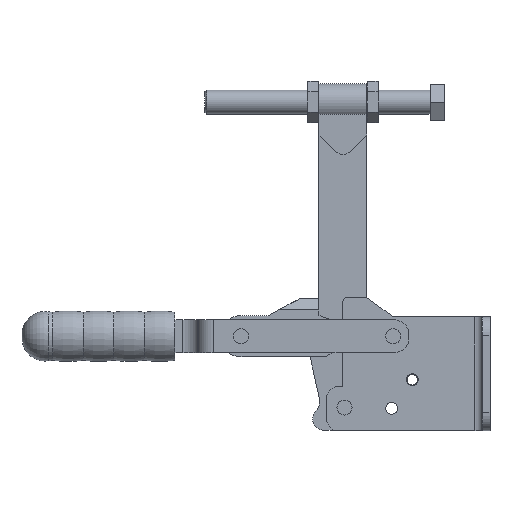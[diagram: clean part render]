
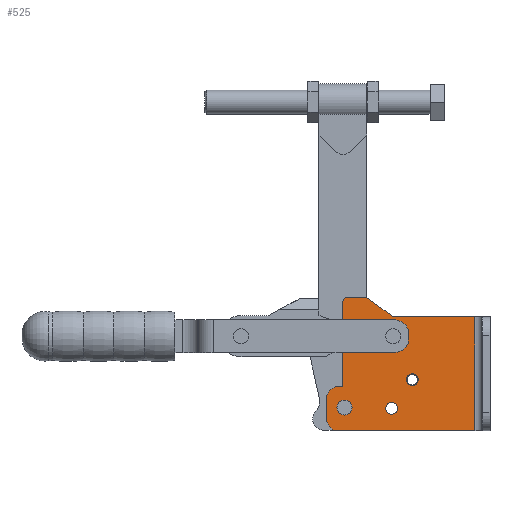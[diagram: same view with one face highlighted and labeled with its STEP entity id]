
A CAD part, left-side view. The second image highlights one B-rep face of the part: STEP entity #525.
In plain terms, the highlighted planar face has unit normal (-1, 0, 0).
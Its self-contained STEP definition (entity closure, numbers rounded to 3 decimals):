
#525 = ADVANCED_FACE( '', ( #893, #894, #895, #896, #897 ), #898, .T. );
#893 = FACE_BOUND( '', #1503, .T. );
#894 = FACE_BOUND( '', #1504, .T. );
#895 = FACE_BOUND( '', #1505, .T. );
#896 = FACE_BOUND( '', #1506, .T. );
#897 = FACE_OUTER_BOUND( '', #1507, .T. );
#898 = PLANE( '', #1508 );
#1503 = EDGE_LOOP( '', ( #2499, #2500 ) );
#1504 = EDGE_LOOP( '', ( #2501, #2502 ) );
#1505 = EDGE_LOOP( '', ( #2503, #2504 ) );
#1506 = EDGE_LOOP( '', ( #2505, #2506 ) );
#1507 = EDGE_LOOP( '', ( #2507, #2508, #2509, #2510, #2511, #2512, #2513, #2514, #2515, #2516, #2517 ) );
#1508 = AXIS2_PLACEMENT_3D( '', #2518, #2519, #2520 );
#2499 = ORIENTED_EDGE( '', *, *, #4291, .T. );
#2500 = ORIENTED_EDGE( '', *, *, #4213, .T. );
#2501 = ORIENTED_EDGE( '', *, *, #4312, .T. );
#2502 = ORIENTED_EDGE( '', *, *, #4203, .T. );
#2503 = ORIENTED_EDGE( '', *, *, #4353, .T. );
#2504 = ORIENTED_EDGE( '', *, *, #4185, .T. );
#2505 = ORIENTED_EDGE( '', *, *, #4354, .T. );
#2506 = ORIENTED_EDGE( '', *, *, #4181, .T. );
#2507 = ORIENTED_EDGE( '', *, *, #4358, .T. );
#2508 = ORIENTED_EDGE( '', *, *, #4278, .T. );
#2509 = ORIENTED_EDGE( '', *, *, #4364, .T. );
#2510 = ORIENTED_EDGE( '', *, *, #4365, .T. );
#2511 = ORIENTED_EDGE( '', *, *, #4356, .T. );
#2512 = ORIENTED_EDGE( '', *, *, #4360, .F. );
#2513 = ORIENTED_EDGE( '', *, *, #4331, .T. );
#2514 = ORIENTED_EDGE( '', *, *, #4336, .T. );
#2515 = ORIENTED_EDGE( '', *, *, #4341, .T. );
#2516 = ORIENTED_EDGE( '', *, *, #4345, .T. );
#2517 = ORIENTED_EDGE( '', *, *, #4349, .F. );
#2518 = CARTESIAN_POINT( '', ( -10., -54.5, -63. ) );
#2519 = DIRECTION( '', ( -1., 0., 0. ) );
#2520 = DIRECTION( '', ( 0., -1., 0. ) );
#4181 = EDGE_CURVE( '', #4873, #4870, #4874, .T. );
#4185 = EDGE_CURVE( '', #4881, #4878, #4882, .T. );
#4203 = EDGE_CURVE( '', #4911, #4915, #4917, .T. );
#4213 = EDGE_CURVE( '', #4937, #4934, #4938, .T. );
#4278 = EDGE_CURVE( '', #5054, #5051, #5055, .T. );
#4291 = EDGE_CURVE( '', #4934, #4937, #5072, .T. );
#4312 = EDGE_CURVE( '', #4915, #4911, #5102, .T. );
#4331 = EDGE_CURVE( '', #5132, #5130, #5133, .T. );
#4336 = EDGE_CURVE( '', #5130, #5138, #5140, .T. );
#4341 = EDGE_CURVE( '', #5138, #5145, #5147, .T. );
#4345 = EDGE_CURVE( '', #5145, #5151, #5153, .T. );
#4349 = EDGE_CURVE( '', #5157, #5151, #5159, .T. );
#4353 = EDGE_CURVE( '', #4878, #4881, #5163, .T. );
#4354 = EDGE_CURVE( '', #4870, #4873, #5164, .T. );
#4356 = EDGE_CURVE( '', #5167, #5165, #5168, .T. );
#4358 = EDGE_CURVE( '', #5157, #5054, #5170, .T. );
#4360 = EDGE_CURVE( '', #5132, #5165, #5172, .T. );
#4364 = EDGE_CURVE( '', #5051, #5176, #5178, .T. );
#4365 = EDGE_CURVE( '', #5176, #5167, #5179, .T. );
#4870 = VERTEX_POINT( '', #6004 );
#4873 = VERTEX_POINT( '', #6008 );
#4874 = CIRCLE( '', #6009, 4. );
#4878 = VERTEX_POINT( '', #6014 );
#4881 = VERTEX_POINT( '', #6018 );
#4882 = CIRCLE( '', #6019, 4. );
#4911 = VERTEX_POINT( '', #6055 );
#4915 = VERTEX_POINT( '', #6060 );
#4917 = CIRCLE( '', #6063, 5. );
#4934 = VERTEX_POINT( '', #6084 );
#4937 = VERTEX_POINT( '', #6088 );
#4938 = CIRCLE( '', #6089, 5. );
#5051 = VERTEX_POINT( '', #6234 );
#5054 = VERTEX_POINT( '', #6237 );
#5055 = LINE( '', #6238, #6239 );
#5072 = CIRCLE( '', #6264, 5. );
#5102 = CIRCLE( '', #6303, 5. );
#5130 = VERTEX_POINT( '', #6340 );
#5132 = VERTEX_POINT( '', #6343 );
#5133 = CIRCLE( '', #6344, 3. );
#5138 = VERTEX_POINT( '', #6352 );
#5140 = LINE( '', #6355, #6356 );
#5145 = VERTEX_POINT( '', #6364 );
#5147 = LINE( '', #6367, #6368 );
#5151 = VERTEX_POINT( '', #6373 );
#5153 = CIRCLE( '', #6376, 8. );
#5157 = VERTEX_POINT( '', #6382 );
#5159 = LINE( '', #6385, #6386 );
#5163 = CIRCLE( '', #6390, 4. );
#5164 = CIRCLE( '', #6391, 4. );
#5165 = VERTEX_POINT( '', #6392 );
#5167 = VERTEX_POINT( '', #6395 );
#5168 = LINE( '', #6396, #6397 );
#5170 = CIRCLE( '', #6400, 8. );
#5172 = LINE( '', #6403, #6404 );
#5176 = VERTEX_POINT( '', #6410 );
#5178 = LINE( '', #6412, #6413 );
#5179 = LINE( '', #6414, #6415 );
#6004 = CARTESIAN_POINT( '', ( -10., -12.7, -33. ) );
#6008 = CARTESIAN_POINT( '', ( -10., -12.7, -25. ) );
#6009 = AXIS2_PLACEMENT_3D( '', #8021, #8022, #8023 );
#6014 = CARTESIAN_POINT( '', ( -10., 1., -52. ) );
#6018 = CARTESIAN_POINT( '', ( -10., 1., -44. ) );
#6019 = AXIS2_PLACEMENT_3D( '', #8029, #8030, #8031 );
#6055 = CARTESIAN_POINT( '', ( -10., -5., 0. ) );
#6060 = CARTESIAN_POINT( '', ( -10., 5., 0. ) );
#6063 = AXIS2_PLACEMENT_3D( '', #8065, #8066, #8067 );
#6084 = CARTESIAN_POINT( '', ( -10., 32.5, -52.5 ) );
#6088 = CARTESIAN_POINT( '', ( -10., 32.5, -42.5 ) );
#6089 = AXIS2_PLACEMENT_3D( '', #8085, #8086, #8087 );
#6234 = CARTESIAN_POINT( '', ( -10., -54.5, -63. ) );
#6237 = CARTESIAN_POINT( '', ( -10., 36.5, -63. ) );
#6238 = CARTESIAN_POINT( '', ( -10., 44.5, -63. ) );
#6239 = VECTOR( '', #8216, 1. );
#6264 = AXIS2_PLACEMENT_3D( '', #8237, #8238, #8239 );
#6303 = AXIS2_PLACEMENT_3D( '', #8282, #8283, #8284 );
#6340 = CARTESIAN_POINT( '', ( -10., 33.5, 23. ) );
#6343 = CARTESIAN_POINT( '', ( -10., 30.5, 26. ) );
#6344 = AXIS2_PLACEMENT_3D( '', #8319, #8320, #8321 );
#6352 = CARTESIAN_POINT( '', ( -10., 33.5, -33.5 ) );
#6355 = CARTESIAN_POINT( '', ( -10., 33.5, -20. ) );
#6356 = VECTOR( '', #8326, 1. );
#6364 = CARTESIAN_POINT( '', ( -10., 36.5, -33.5 ) );
#6367 = CARTESIAN_POINT( '', ( -10., -10.5, -33.5 ) );
#6368 = VECTOR( '', #8331, 1. );
#6373 = CARTESIAN_POINT( '', ( -10., 44.5, -41.5 ) );
#6376 = AXIS2_PLACEMENT_3D( '', #8337, #8338, #8339 );
#6382 = CARTESIAN_POINT( '', ( -10., 44.5, -55. ) );
#6385 = CARTESIAN_POINT( '', ( -10., 44.5, -63. ) );
#6386 = VECTOR( '', #8343, 1. );
#6390 = AXIS2_PLACEMENT_3D( '', #8353, #8354, #8355 );
#6391 = AXIS2_PLACEMENT_3D( '', #8356, #8357, #8358 );
#6392 = CARTESIAN_POINT( '', ( -10., 17.8, 26. ) );
#6395 = CARTESIAN_POINT( '', ( -10., 0., 13. ) );
#6396 = CARTESIAN_POINT( '', ( -10., -35.87, -13.197 ) );
#6397 = VECTOR( '', #8360, 1. );
#6400 = AXIS2_PLACEMENT_3D( '', #8362, #8363, #8364 );
#6403 = CARTESIAN_POINT( '', ( -10., 44.5, 26. ) );
#6404 = VECTOR( '', #8366, 1. );
#6410 = CARTESIAN_POINT( '', ( -10., -54.5, 13. ) );
#6412 = CARTESIAN_POINT( '', ( -10., -54.5, -63. ) );
#6413 = VECTOR( '', #8372, 1. );
#6414 = CARTESIAN_POINT( '', ( -10., -59.5, 13. ) );
#6415 = VECTOR( '', #8373, 1. );
#8021 = CARTESIAN_POINT( '', ( -10., -12.7, -29. ) );
#8022 = DIRECTION( '', ( 1., 0., 0. ) );
#8023 = DIRECTION( '', ( 0., 0., -1. ) );
#8029 = CARTESIAN_POINT( '', ( -10., 1., -48. ) );
#8030 = DIRECTION( '', ( 1., 0., 0. ) );
#8031 = DIRECTION( '', ( 0., 0., -1. ) );
#8065 = CARTESIAN_POINT( '', ( -10., 0., 0. ) );
#8066 = DIRECTION( '', ( 1., 0., 0. ) );
#8067 = DIRECTION( '', ( 0., -1., 0. ) );
#8085 = CARTESIAN_POINT( '', ( -10., 32.5, -47.5 ) );
#8086 = DIRECTION( '', ( 1., 0., 0. ) );
#8087 = DIRECTION( '', ( 0., 0., -1. ) );
#8216 = DIRECTION( '', ( 0., -1., 0. ) );
#8237 = CARTESIAN_POINT( '', ( -10., 32.5, -47.5 ) );
#8238 = DIRECTION( '', ( 1., 0., 0. ) );
#8239 = DIRECTION( '', ( 0., 0., -1. ) );
#8282 = CARTESIAN_POINT( '', ( -10., 0., 0. ) );
#8283 = DIRECTION( '', ( 1., 0., 0. ) );
#8284 = DIRECTION( '', ( 0., -1., 0. ) );
#8319 = CARTESIAN_POINT( '', ( -10., 30.5, 23. ) );
#8320 = DIRECTION( '', ( -1., 0., 0. ) );
#8321 = DIRECTION( '', ( 0., 0., 1. ) );
#8326 = DIRECTION( '', ( 0., 0., -1. ) );
#8331 = DIRECTION( '', ( 0., 1., 0. ) );
#8337 = CARTESIAN_POINT( '', ( -10., 36.5, -41.5 ) );
#8338 = DIRECTION( '', ( -1., 0., 0. ) );
#8339 = DIRECTION( '', ( 0., 0., 1. ) );
#8343 = DIRECTION( '', ( 0., 0., 1. ) );
#8353 = CARTESIAN_POINT( '', ( -10., 1., -48. ) );
#8354 = DIRECTION( '', ( 1., 0., 0. ) );
#8355 = DIRECTION( '', ( 0., 0., -1. ) );
#8356 = CARTESIAN_POINT( '', ( -10., -12.7, -29. ) );
#8357 = DIRECTION( '', ( 1., 0., 0. ) );
#8358 = DIRECTION( '', ( 0., 0., -1. ) );
#8360 = DIRECTION( '', ( 0., 0.808, 0.59 ) );
#8362 = CARTESIAN_POINT( '', ( -10., 36.5, -55. ) );
#8363 = DIRECTION( '', ( -1., 0., 0. ) );
#8364 = DIRECTION( '', ( 0., 1., 0. ) );
#8366 = DIRECTION( '', ( 0., -1., 0. ) );
#8372 = DIRECTION( '', ( 0., 0., 1. ) );
#8373 = DIRECTION( '', ( 0., 1., 0. ) );
